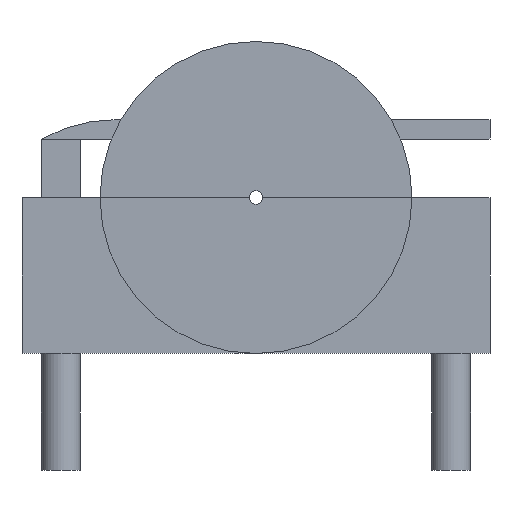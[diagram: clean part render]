
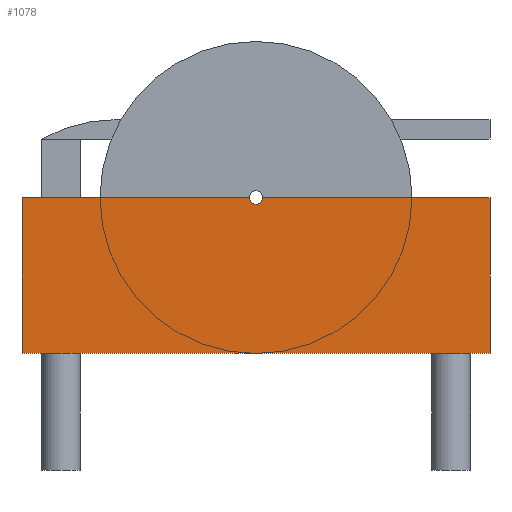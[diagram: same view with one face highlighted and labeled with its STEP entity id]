
A CAD part, left-side view. The second image highlights one B-rep face of the part: STEP entity #1078.
In plain terms, the highlighted planar face has unit normal (-1, 0, 0).
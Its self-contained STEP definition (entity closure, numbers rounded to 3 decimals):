
#59=PLANE('',#1195);
#142=FACE_OUTER_BOUND('',#225,.T.);
#225=EDGE_LOOP('',(#800,#801,#802,#803,#804,#805));
#317=CIRCLE('',#1192,0.171);
#361=LINE('',#1682,#461);
#362=LINE('',#1684,#462);
#363=LINE('',#1686,#463);
#364=LINE('',#1688,#464);
#365=LINE('',#1689,#465);
#461=VECTOR('',#1332,10.);
#462=VECTOR('',#1333,10.);
#463=VECTOR('',#1334,10.);
#464=VECTOR('',#1335,10.);
#465=VECTOR('',#1336,10.);
#558=VERTEX_POINT('',#1667);
#560=VERTEX_POINT('',#1671);
#563=VERTEX_POINT('',#1681);
#564=VERTEX_POINT('',#1683);
#565=VERTEX_POINT('',#1685);
#566=VERTEX_POINT('',#1687);
#654=EDGE_CURVE('',#558,#560,#317,.T.);
#658=EDGE_CURVE('',#563,#560,#361,.T.);
#659=EDGE_CURVE('',#564,#563,#362,.T.);
#660=EDGE_CURVE('',#564,#565,#363,.T.);
#661=EDGE_CURVE('',#565,#566,#364,.T.);
#662=EDGE_CURVE('',#558,#566,#365,.T.);
#800=ORIENTED_EDGE('',*,*,#654,.T.);
#801=ORIENTED_EDGE('',*,*,#658,.F.);
#802=ORIENTED_EDGE('',*,*,#659,.F.);
#803=ORIENTED_EDGE('',*,*,#660,.T.);
#804=ORIENTED_EDGE('',*,*,#661,.T.);
#805=ORIENTED_EDGE('',*,*,#662,.F.);
#1078=ADVANCED_FACE('',(#142),#59,.T.);
#1192=AXIS2_PLACEMENT_3D('',#1673,#1322,#1323);
#1195=AXIS2_PLACEMENT_3D('',#1680,#1330,#1331);
#1322=DIRECTION('center_axis',(1.,0.,0.));
#1323=DIRECTION('ref_axis',(0.,1.,0.));
#1330=DIRECTION('center_axis',(-1.,0.,0.));
#1331=DIRECTION('ref_axis',(0.,-1.,0.));
#1332=DIRECTION('',(0.,-1.,0.));
#1333=DIRECTION('',(0.,0.,1.));
#1334=DIRECTION('',(0.,-1.,0.));
#1335=DIRECTION('',(0.,0.,1.));
#1336=DIRECTION('',(0.,-1.,0.));
#1667=CARTESIAN_POINT('',(-10.,-0.171,7.));
#1671=CARTESIAN_POINT('',(-10.,0.171,7.));
#1673=CARTESIAN_POINT('Origin',(-10.,0.,
7.));
#1680=CARTESIAN_POINT('Origin',(-10.,6.,3.));
#1681=CARTESIAN_POINT('',(-10.,6.,7.));
#1682=CARTESIAN_POINT('',(-10.,6.,7.));
#1683=CARTESIAN_POINT('',(-10.,6.,3.));
#1684=CARTESIAN_POINT('',(-10.,6.,3.));
#1685=CARTESIAN_POINT('',(-10.,-6.,3.));
#1686=CARTESIAN_POINT('',(-10.,6.,3.));
#1687=CARTESIAN_POINT('',(-10.,-6.,7.));
#1688=CARTESIAN_POINT('',(-10.,-6.,3.));
#1689=CARTESIAN_POINT('',(-10.,6.,7.));
